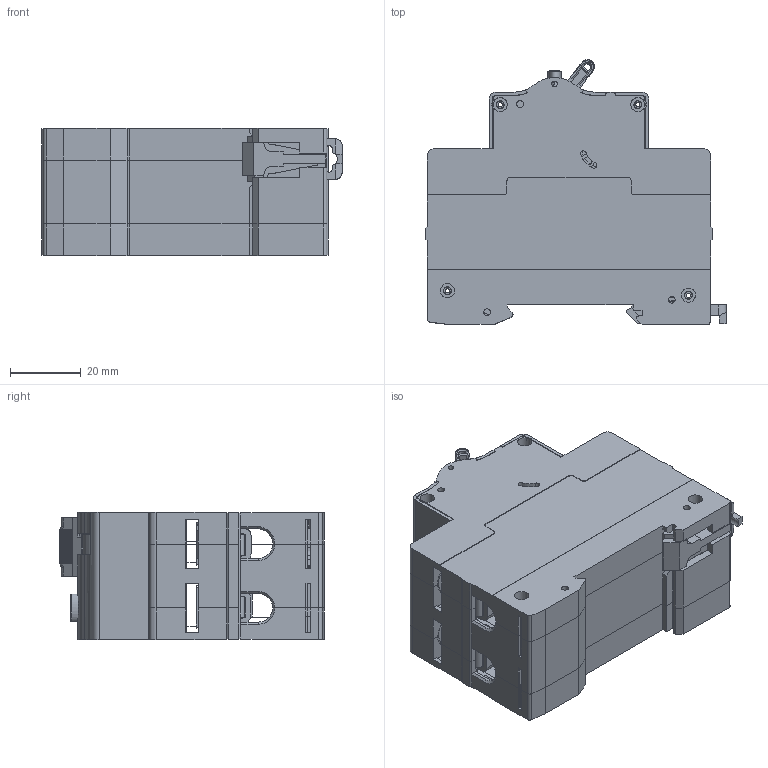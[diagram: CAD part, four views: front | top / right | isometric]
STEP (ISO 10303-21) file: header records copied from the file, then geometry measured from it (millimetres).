
FILE_DESCRIPTION (( 'STEP AP214' ), '1' );
FILE_NAME ('2LD.292.1004.STEP', '2018-04-24T02:36:42', ( '' ), ( '' ), 'SwSTEP 2.0', 'SolidWorks 2011', '' );
FILE_SCHEMA (( 'AUTOMOTIVE_DESIGN' ));
Length unit declared in the file: millimetre
Products named in the file (1): 2LD.292.1004
Bounding box: 84.73 x 74.69 x 36 mm (x, y, z)
Surface area: 33330.1 mm2 (no closed solid volume)
Topology: 0 solids, 61 shells, 802 faces, 3773 edges, 2968 vertices
Faces by surface type: plane 532, cylinder 237, cone 12, torus 11, bspline 10
Full cylindrical faces by diameter (mm): 1.2 x4, 1.6 x2, 1.9 x3, 2 x4, 2.1 x4, 2.3 x1, 3 x1, 4 x6, 4.2 x2, 9.32 x4
Entity records: 47047 total; most frequent: CARTESIAN_POINT 8623, DIRECTION 6119, ORIENTED_EDGE 5225, EDGE_CURVE 3719, VERTEX_POINT 2949, VECTOR 2725, LINE 2725, AXIS2_PLACEMENT_3D 1697
